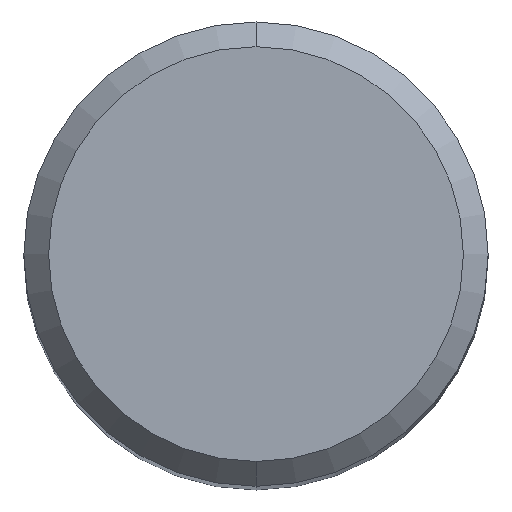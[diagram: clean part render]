
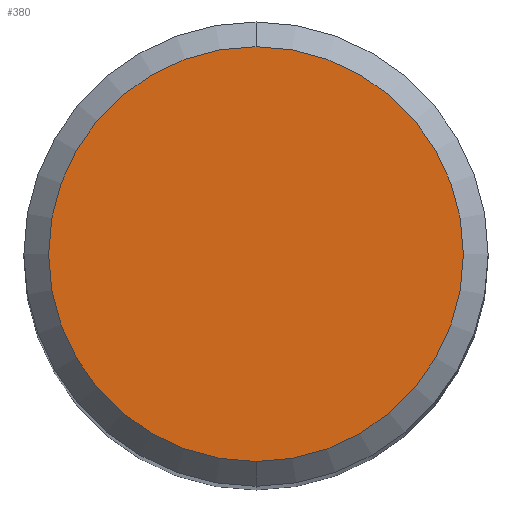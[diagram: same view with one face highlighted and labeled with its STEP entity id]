
A CAD part, top view. The second image highlights one B-rep face of the part: STEP entity #380.
In plain terms, the highlighted planar face has unit normal (0, 0, 1).
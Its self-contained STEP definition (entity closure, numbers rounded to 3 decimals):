
#190=EDGE_CURVE('',#342,#290,#492,.T.);
#290=VERTEX_POINT('',#602);
#342=VERTEX_POINT('',#658);
#360=EDGE_CURVE('',#290,#342,#678,.T.);
#380=ADVANCED_FACE('',(#699),#700,.T.);
#492=CIRCLE('',#851,6.7);
#602=CARTESIAN_POINT('',(0.,-6.7,0.0));
#658=CARTESIAN_POINT('',(0.0,6.7,0.0));
#678=CIRCLE('',#1219,6.7);
#699=FACE_OUTER_BOUND('',#1275,.T.);
#700=PLANE('',#1276);
#851=AXIS2_PLACEMENT_3D('',#1496,#1497,#1498);
#1219=AXIS2_PLACEMENT_3D('',#1717,#1718,#1719);
#1275=EDGE_LOOP('',(#1737,#1738));
#1276=AXIS2_PLACEMENT_3D('',#1739,#1740,#1741);
#1496=CARTESIAN_POINT('',(0.0,0.0,0.0));
#1497=DIRECTION('',(0.0,0.0,-1.0));
#1498=DIRECTION('',(0.0,1.0,0.0));
#1717=CARTESIAN_POINT('',(0.0,0.0,0.0));
#1718=DIRECTION('',(0.0,0.0,-1.0));
#1719=DIRECTION('',(0.0,1.0,0.0));
#1737=ORIENTED_EDGE('',*,*,#190,.F.);
#1738=ORIENTED_EDGE('',*,*,#360,.F.);
#1739=CARTESIAN_POINT('',(0.0,3.35,0.0));
#1740=DIRECTION('',(-0.0,0.0,1.0));
#1741=DIRECTION('',(0.0,-1.0,0.0));
